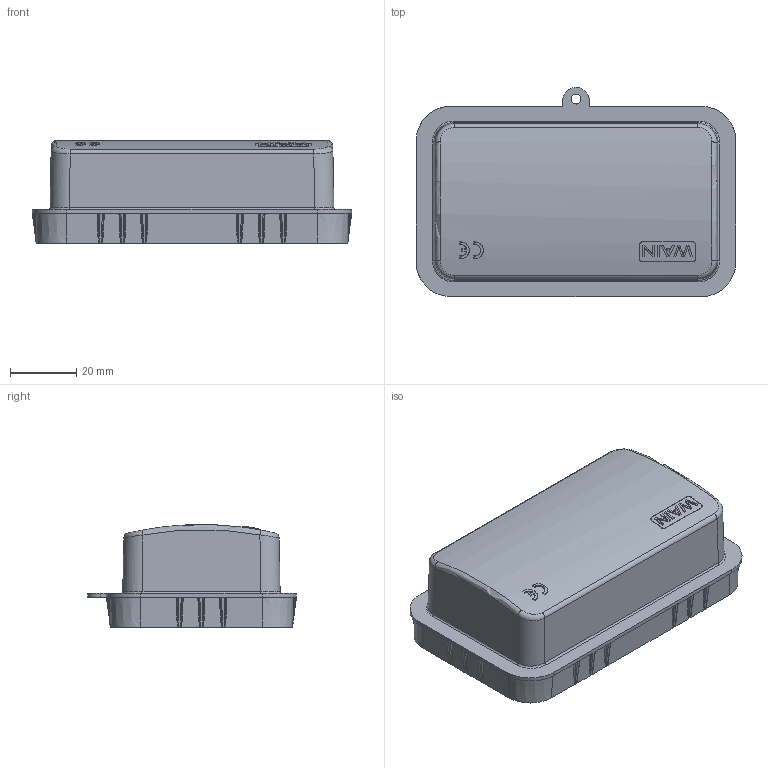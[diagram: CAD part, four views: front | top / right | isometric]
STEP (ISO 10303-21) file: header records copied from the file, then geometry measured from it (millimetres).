
FILE_DESCRIPTION(/* description */ (''),/* implementation_level */ '2;1');
FILE_NAME(/* name */ '3D_1130069008002_HP6B_H-CV_C_V1.1.stp',/* time_stamp */ '2023-12-19T11:03:00+08:00',/* author */ (''),/* organization */ (''),/* preprocessor_version */ 'ST-DEVELOPER v18.1',/* originating_system */ 'SIEMENS PLM Software NX 1980',/* authorisation */ '');
FILE_SCHEMA (('AP203_CONFIGURATION_CONTROLLED_3D_DESIGN_OF_MECHANICAL_PARTS_AND_ASSEMBLIES_MIM_LF { 1 0 10303 403 2 1 2}'));
Length unit declared in the file: millimetre
Products named in the file (1): temp1
Bounding box: 96.54 x 63.14 x 30.92 mm (x, y, z)
Volume: 17204 mm3; surface area: 25691.2 mm2
Topology: 1 solids, 1 shells, 556 faces, 1459 edges, 916 vertices
Faces by surface type: cylinder 190, plane 160, bspline 114, torus 82, cone 10
Entity records: 26779 total; most frequent: CARTESIAN_POINT 15680, ORIENTED_EDGE 2918, EDGE_CURVE 1459, DIRECTION 1252, B_SPLINE_CURVE_WITH_KNOTS 1115, VERTEX_POINT 916, EDGE_LOOP 569, ADVANCED_FACE 556
